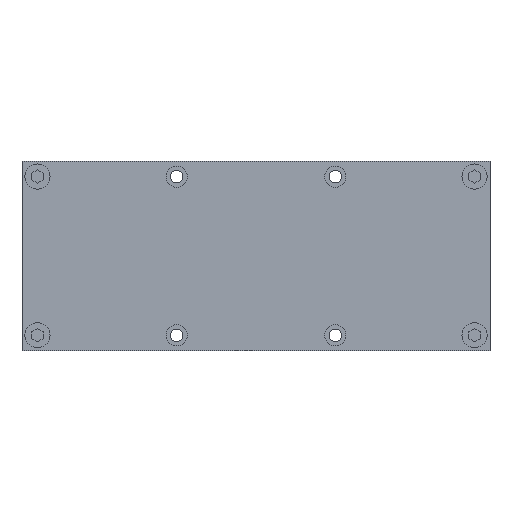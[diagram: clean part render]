
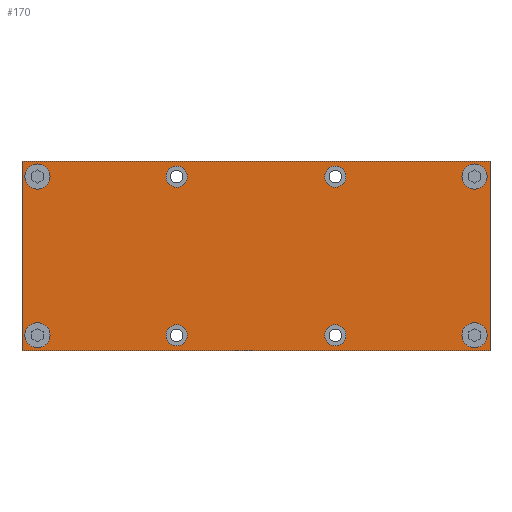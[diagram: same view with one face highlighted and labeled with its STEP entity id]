
A CAD part, top view. The second image highlights one B-rep face of the part: STEP entity #170.
In plain terms, the highlighted planar face has unit normal (0, 0, 1).
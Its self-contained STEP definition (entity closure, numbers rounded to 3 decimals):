
#170 = ADVANCED_FACE( '', ( #400, #401, #402, #403, #404, #405, #406, #407, #408 ), #409, .F. );
#400 = FACE_OUTER_BOUND( '', #697, .T. );
#401 = FACE_BOUND( '', #698, .T. );
#402 = FACE_BOUND( '', #699, .T. );
#403 = FACE_BOUND( '', #700, .T. );
#404 = FACE_BOUND( '', #701, .T. );
#405 = FACE_BOUND( '', #702, .T. );
#406 = FACE_BOUND( '', #703, .T. );
#407 = FACE_BOUND( '', #704, .T. );
#408 = FACE_BOUND( '', #705, .T. );
#409 = PLANE( '', #706 );
#697 = EDGE_LOOP( '', ( #1114, #1115, #1116, #1117 ) );
#698 = EDGE_LOOP( '', ( #1118 ) );
#699 = EDGE_LOOP( '', ( #1119 ) );
#700 = EDGE_LOOP( '', ( #1120 ) );
#701 = EDGE_LOOP( '', ( #1121 ) );
#702 = EDGE_LOOP( '', ( #1122 ) );
#703 = EDGE_LOOP( '', ( #1123 ) );
#704 = EDGE_LOOP( '', ( #1124 ) );
#705 = EDGE_LOOP( '', ( #1125 ) );
#706 = AXIS2_PLACEMENT_3D( '', #1126, #1127, #1128 );
#1114 = ORIENTED_EDGE( '', *, *, #1565, .F. );
#1115 = ORIENTED_EDGE( '', *, *, #1566, .F. );
#1116 = ORIENTED_EDGE( '', *, *, #1567, .F. );
#1117 = ORIENTED_EDGE( '', *, *, #1568, .F. );
#1118 = ORIENTED_EDGE( '', *, *, #1503, .T. );
#1119 = ORIENTED_EDGE( '', *, *, #1569, .F. );
#1120 = ORIENTED_EDGE( '', *, *, #1570, .F. );
#1121 = ORIENTED_EDGE( '', *, *, #1571, .T. );
#1122 = ORIENTED_EDGE( '', *, *, #1572, .F. );
#1123 = ORIENTED_EDGE( '', *, *, #1511, .F. );
#1124 = ORIENTED_EDGE( '', *, *, #1466, .F. );
#1125 = ORIENTED_EDGE( '', *, *, #1573, .F. );
#1126 = CARTESIAN_POINT( '', ( -121., 49., 11.5 ) );
#1127 = DIRECTION( '', ( 0., 0., -1. ) );
#1128 = DIRECTION( '', ( 0., -1., 0. ) );
#1466 = EDGE_CURVE( '', #1695, #1695, #1696, .T. );
#1503 = EDGE_CURVE( '', #1758, #1758, #1759, .T. );
#1511 = EDGE_CURVE( '', #1771, #1771, #1772, .T. );
#1565 = EDGE_CURVE( '', #1856, #1857, #1858, .T. );
#1566 = EDGE_CURVE( '', #1859, #1856, #1860, .T. );
#1567 = EDGE_CURVE( '', #1861, #1859, #1862, .T. );
#1568 = EDGE_CURVE( '', #1857, #1861, #1863, .T. );
#1569 = EDGE_CURVE( '', #1864, #1864, #1865, .T. );
#1570 = EDGE_CURVE( '', #1866, #1866, #1867, .T. );
#1571 = EDGE_CURVE( '', #1868, #1868, #1869, .T. );
#1572 = EDGE_CURVE( '', #1870, #1870, #1871, .T. );
#1573 = EDGE_CURVE( '', #1872, #1872, #1873, .T. );
#1695 = VERTEX_POINT( '', #2083 );
#1696 = CIRCLE( '', #2084, 4. );
#1758 = VERTEX_POINT( '', #2173 );
#1759 = CIRCLE( '', #2174, 5.5 );
#1771 = VERTEX_POINT( '', #2219 );
#1772 = CIRCLE( '', #2220, 4. );
#1856 = VERTEX_POINT( '', #2364 );
#1857 = VERTEX_POINT( '', #2365 );
#1858 = LINE( '', #2366, #2367 );
#1859 = VERTEX_POINT( '', #2368 );
#1860 = LINE( '', #2369, #2370 );
#1861 = VERTEX_POINT( '', #2371 );
#1862 = LINE( '', #2372, #2373 );
#1863 = LINE( '', #2374, #2375 );
#1864 = VERTEX_POINT( '', #2376 );
#1865 = CIRCLE( '', #2377, 5.5 );
#1866 = VERTEX_POINT( '', #2378 );
#1867 = CIRCLE( '', #2379, 5.5 );
#1868 = VERTEX_POINT( '', #2380 );
#1869 = CIRCLE( '', #2381, 5.5 );
#1870 = VERTEX_POINT( '', #2382 );
#1871 = CIRCLE( '', #2383, 4. );
#1872 = VERTEX_POINT( '', #2384 );
#1873 = CIRCLE( '', #2385, 4. );
#2083 = CARTESIAN_POINT( '', ( -117., 41., 11.5 ) );
#2084 = AXIS2_PLACEMENT_3D( '', #2527, #2528, #2529 );
#2173 = CARTESIAN_POINT( '', ( -46.5, -41., 11.5 ) );
#2174 = AXIS2_PLACEMENT_3D( '', #2560, #2561, #2562 );
#2219 = CARTESIAN_POINT( '', ( 117., -41., 11.5 ) );
#2220 = AXIS2_PLACEMENT_3D( '', #2572, #2573, #2574 );
#2364 = CARTESIAN_POINT( '', ( -121., -49., 11.5 ) );
#2365 = CARTESIAN_POINT( '', ( -121., 49., 11.5 ) );
#2366 = CARTESIAN_POINT( '', ( -121., -49., 11.5 ) );
#2367 = VECTOR( '', #2632, 1000. );
#2368 = CARTESIAN_POINT( '', ( 121., -49., 11.5 ) );
#2369 = CARTESIAN_POINT( '', ( 121., -49., 11.5 ) );
#2370 = VECTOR( '', #2633, 1000. );
#2371 = CARTESIAN_POINT( '', ( 121., 49., 11.5 ) );
#2372 = CARTESIAN_POINT( '', ( 121., 49., 11.5 ) );
#2373 = VECTOR( '', #2634, 1000. );
#2374 = CARTESIAN_POINT( '', ( -121., 49., 11.5 ) );
#2375 = VECTOR( '', #2635, 1000. );
#2376 = CARTESIAN_POINT( '', ( 46.5, -41., 11.5 ) );
#2377 = AXIS2_PLACEMENT_3D( '', #2636, #2637, #2638 );
#2378 = CARTESIAN_POINT( '', ( -46.5, 41., 11.5 ) );
#2379 = AXIS2_PLACEMENT_3D( '', #2639, #2640, #2641 );
#2380 = CARTESIAN_POINT( '', ( 46.5, 41., 11.5 ) );
#2381 = AXIS2_PLACEMENT_3D( '', #2642, #2643, #2644 );
#2382 = CARTESIAN_POINT( '', ( -109., -41., 11.5 ) );
#2383 = AXIS2_PLACEMENT_3D( '', #2645, #2646, #2647 );
#2384 = CARTESIAN_POINT( '', ( 117., 41., 11.5 ) );
#2385 = AXIS2_PLACEMENT_3D( '', #2648, #2649, #2650 );
#2527 = CARTESIAN_POINT( '', ( -113., 41., 11.5 ) );
#2528 = DIRECTION( '', ( 0., 0., 1. ) );
#2529 = DIRECTION( '', ( -1., 0., 0. ) );
#2560 = CARTESIAN_POINT( '', ( -41., -41., 11.5 ) );
#2561 = DIRECTION( '', ( 0., 0., -1. ) );
#2562 = DIRECTION( '', ( -1., 0., 0. ) );
#2572 = CARTESIAN_POINT( '', ( 113., -41., 11.5 ) );
#2573 = DIRECTION( '', ( 0., 0., 1. ) );
#2574 = DIRECTION( '', ( 1., 0., 0. ) );
#2632 = DIRECTION( '', ( 0., 1., 0. ) );
#2633 = DIRECTION( '', ( -1., 0., 0. ) );
#2634 = DIRECTION( '', ( 0., -1., 0. ) );
#2635 = DIRECTION( '', ( 1., 0., 0. ) );
#2636 = CARTESIAN_POINT( '', ( 41., -41., 11.5 ) );
#2637 = DIRECTION( '', ( 0., 0., 1. ) );
#2638 = DIRECTION( '', ( 1., 0., 0. ) );
#2639 = CARTESIAN_POINT( '', ( -41., 41., 11.5 ) );
#2640 = DIRECTION( '', ( 0., 0., 1. ) );
#2641 = DIRECTION( '', ( -1., 0., 0. ) );
#2642 = CARTESIAN_POINT( '', ( 41., 41., 11.5 ) );
#2643 = DIRECTION( '', ( 0., 0., -1. ) );
#2644 = DIRECTION( '', ( 1., 0., 0. ) );
#2645 = CARTESIAN_POINT( '', ( -113., -41., 11.5 ) );
#2646 = DIRECTION( '', ( 0., 0., 1. ) );
#2647 = DIRECTION( '', ( 1., 0., 0. ) );
#2648 = CARTESIAN_POINT( '', ( 113., 41., 11.5 ) );
#2649 = DIRECTION( '', ( 0., 0., 1. ) );
#2650 = DIRECTION( '', ( 1., 0., 0. ) );
